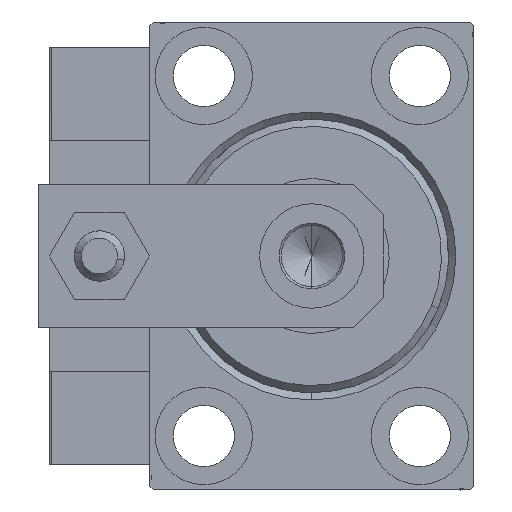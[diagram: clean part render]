
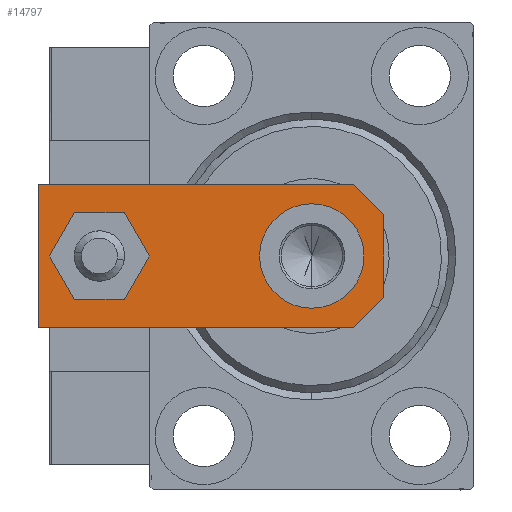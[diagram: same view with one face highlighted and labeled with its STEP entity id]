
A CAD part, left-side view. The second image highlights one B-rep face of the part: STEP entity #14797.
In plain terms, the highlighted face is planar.
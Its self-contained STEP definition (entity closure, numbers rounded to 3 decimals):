
#1350 = ORIENTED_EDGE ( 'NONE', *, *, #45128, .F. ) ;
#1902 = VECTOR ( 'NONE', #12888, 1000. ) ;
#2217 = DIRECTION ( 'NONE',  ( 0., 0., 1. ) ) ;
#2886 = VERTEX_POINT ( 'NONE', #24376 ) ;
#3258 = EDGE_LOOP ( 'NONE', ( #10851, #6463, #42657, #22630, #46509, #30692 ) ) ;
#3898 = DIRECTION ( 'NONE',  ( 1., 0., 0. ) ) ;
#4153 = VECTOR ( 'NONE', #49305, 1000. ) ;
#4690 = CARTESIAN_POINT ( 'NONE',  ( -5.76, 0., 6. ) ) ;
#5191 = AXIS2_PLACEMENT_3D ( 'NONE', #23103, #16216, #9269 ) ;
#5800 = VERTEX_POINT ( 'NONE', #29701 ) ;
#6051 = CARTESIAN_POINT ( 'NONE',  ( 0., 10., 6. ) ) ;
#6463 = ORIENTED_EDGE ( 'NONE', *, *, #11805, .T. ) ;
#6681 = CARTESIAN_POINT ( 'NONE',  ( 0., 39.5, 6. ) ) ;
#7298 = EDGE_CURVE ( 'NONE', #17483, #2886, #39230, .T. ) ;
#7510 = CARTESIAN_POINT ( 'NONE',  ( -2.88, -2.88, 6. ) ) ;
#7556 = PLANE ( 'NONE',  #5191 ) ;
#8615 = CARTESIAN_POINT ( 'NONE',  ( 10., 48., 6. ) ) ;
#9269 = DIRECTION ( 'NONE',  ( 1., 0., 0. ) ) ;
#9487 = CARTESIAN_POINT ( 'NONE',  ( 0., 39.5, 6. ) ) ;
#9638 = DIRECTION ( 'NONE',  ( 0., 0., 1. ) ) ;
#9897 = CARTESIAN_POINT ( 'NONE',  ( 0., 10., 6. ) ) ;
#10148 = DIRECTION ( 'NONE',  ( 1., 0., 0. ) ) ;
#10851 = ORIENTED_EDGE ( 'NONE', *, *, #7298, .T. ) ;
#11361 = VERTEX_POINT ( 'NONE', #27811 ) ;
#11805 = EDGE_CURVE ( 'NONE', #2886, #48300, #11845, .T. ) ;
#11845 = LINE ( 'NONE', #7510, #36763 ) ;
#12888 = DIRECTION ( 'NONE',  ( 0., 1., 0. ) ) ;
#12987 = VERTEX_POINT ( 'NONE', #14141 ) ;
#13952 = EDGE_CURVE ( 'NONE', #48300, #23384, #42350, .T. ) ;
#14108 = VECTOR ( 'NONE', #3898, 1000. ) ;
#14141 = CARTESIAN_POINT ( 'NONE',  ( 7.25, 10., 6. ) ) ;
#14530 = VERTEX_POINT ( 'NONE', #8615 ) ;
#14698 = CARTESIAN_POINT ( 'NONE',  ( 10., 48., 6. ) ) ;
#14797 = ADVANCED_FACE ( 'NONE', ( #26909, #42429, #47247 ), #7556, .T. ) ;
#15420 = DIRECTION ( 'NONE',  ( 0.707, -0.707, 0. ) ) ;
#15574 = DIRECTION ( 'NONE',  ( 0., -1., 0. ) ) ;
#16184 = EDGE_CURVE ( 'NONE', #5800, #11361, #44137, .T. ) ;
#16216 = DIRECTION ( 'NONE',  ( 0., 0., 1. ) ) ;
#16316 = VECTOR ( 'NONE', #15574, 1000. ) ;
#17483 = VERTEX_POINT ( 'NONE', #26710 ) ;
#17535 = LINE ( 'NONE', #21599, #40703 ) ;
#18628 = CIRCLE ( 'NONE', #25147, 4. ) ;
#21599 = CARTESIAN_POINT ( 'NONE',  ( 2.88, -2.88, 6. ) ) ;
#22240 = DIRECTION ( 'NONE',  ( 1., 0., 0. ) ) ;
#22630 = ORIENTED_EDGE ( 'NONE', *, *, #35575, .T. ) ;
#23103 = CARTESIAN_POINT ( 'NONE',  ( 0., 0., 6. ) ) ;
#23384 = VERTEX_POINT ( 'NONE', #30060 ) ;
#24376 = CARTESIAN_POINT ( 'NONE',  ( -10., 4.24, 6. ) ) ;
#25024 = DIRECTION ( 'NONE',  ( 0., 0., 1. ) ) ;
#25147 = AXIS2_PLACEMENT_3D ( 'NONE', #6681, #42309, #22240 ) ;
#26710 = CARTESIAN_POINT ( 'NONE',  ( -10., 48., 6. ) ) ;
#26909 = FACE_BOUND ( 'NONE', #39973, .T. ) ;
#27811 = CARTESIAN_POINT ( 'NONE',  ( -4., 39.5, 6. ) ) ;
#29701 = CARTESIAN_POINT ( 'NONE',  ( 4., 39.5, 6. ) ) ;
#30060 = CARTESIAN_POINT ( 'NONE',  ( 5.76, 0., 6. ) ) ;
#30596 = CARTESIAN_POINT ( 'NONE',  ( -10., 48., 6. ) ) ;
#30692 = ORIENTED_EDGE ( 'NONE', *, *, #38034, .T. ) ;
#31589 = CARTESIAN_POINT ( 'NONE',  ( 10., 4.24, 6. ) ) ;
#32003 = EDGE_LOOP ( 'NONE', ( #49249, #1350 ) ) ;
#32787 = CIRCLE ( 'NONE', #39227, 7.25 ) ;
#33052 = DIRECTION ( 'NONE',  ( 0.707, 0.707, 0. ) ) ;
#33330 = EDGE_CURVE ( 'NONE', #11361, #5800, #18628, .T. ) ;
#35101 = VERTEX_POINT ( 'NONE', #31589 ) ;
#35575 = EDGE_CURVE ( 'NONE', #23384, #35101, #17535, .T. ) ;
#36320 = ORIENTED_EDGE ( 'NONE', *, *, #16184, .F. ) ;
#36763 = VECTOR ( 'NONE', #15420, 1000. ) ;
#38034 = EDGE_CURVE ( 'NONE', #14530, #17483, #45481, .T. ) ;
#38127 = CARTESIAN_POINT ( 'NONE',  ( -7.25, 10., 6. ) ) ;
#38525 = AXIS2_PLACEMENT_3D ( 'NONE', #9487, #25024, #40805 ) ;
#39227 = AXIS2_PLACEMENT_3D ( 'NONE', #6051, #2217, #40932 ) ;
#39230 = LINE ( 'NONE', #30596, #16316 ) ;
#39973 = EDGE_LOOP ( 'NONE', ( #46683, #36320 ) ) ;
#40040 = CIRCLE ( 'NONE', #43298, 7.25 ) ;
#40147 = CARTESIAN_POINT ( 'NONE',  ( 10., 0., 6. ) ) ;
#40376 = EDGE_CURVE ( 'NONE', #46953, #12987, #40040, .T. ) ;
#40703 = VECTOR ( 'NONE', #33052, 1000. ) ;
#40805 = DIRECTION ( 'NONE',  ( 1., 0., 0. ) ) ;
#40932 = DIRECTION ( 'NONE',  ( 1., 0., 0. ) ) ;
#42309 = DIRECTION ( 'NONE',  ( 0., 0., 1. ) ) ;
#42350 = LINE ( 'NONE', #46419, #14108 ) ;
#42429 = FACE_OUTER_BOUND ( 'NONE', #3258, .T. ) ;
#42657 = ORIENTED_EDGE ( 'NONE', *, *, #13952, .T. ) ;
#43298 = AXIS2_PLACEMENT_3D ( 'NONE', #9897, #9638, #10148 ) ;
#43953 = LINE ( 'NONE', #40147, #1902 ) ;
#44137 = CIRCLE ( 'NONE', #38525, 4. ) ;
#45128 = EDGE_CURVE ( 'NONE', #12987, #46953, #32787, .T. ) ;
#45481 = LINE ( 'NONE', #14698, #4153 ) ;
#46419 = CARTESIAN_POINT ( 'NONE',  ( -10., 0., 6. ) ) ;
#46509 = ORIENTED_EDGE ( 'NONE', *, *, #47135, .T. ) ;
#46683 = ORIENTED_EDGE ( 'NONE', *, *, #33330, .F. ) ;
#46953 = VERTEX_POINT ( 'NONE', #38127 ) ;
#47135 = EDGE_CURVE ( 'NONE', #35101, #14530, #43953, .T. ) ;
#47247 = FACE_BOUND ( 'NONE', #32003, .T. ) ;
#48300 = VERTEX_POINT ( 'NONE', #4690 ) ;
#49249 = ORIENTED_EDGE ( 'NONE', *, *, #40376, .F. ) ;
#49305 = DIRECTION ( 'NONE',  ( -1., 0., 0. ) ) ;
